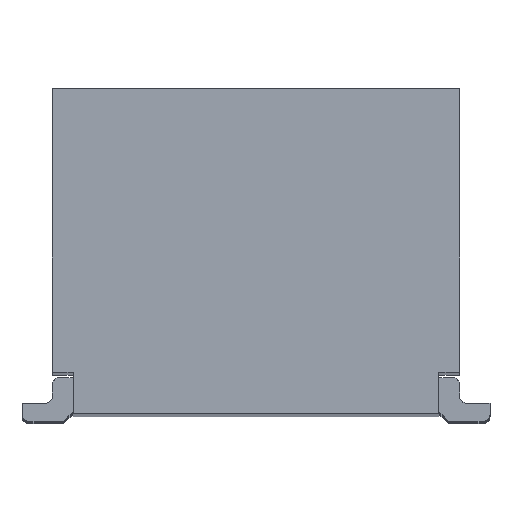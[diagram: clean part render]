
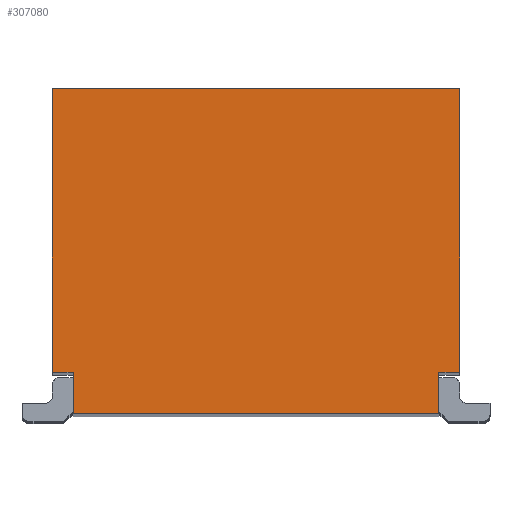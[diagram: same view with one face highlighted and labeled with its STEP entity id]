
A CAD part, top view. The second image highlights one B-rep face of the part: STEP entity #307080.
In plain terms, the highlighted planar face has unit normal (0, 0, 1).
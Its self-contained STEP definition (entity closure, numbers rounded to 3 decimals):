
#305250=CARTESIAN_POINT('',(1.47,0.15,7.415));
#305260=VERTEX_POINT('',#305250);
#305290=CARTESIAN_POINT('',(0.,0.15,7.415));
#305300=DIRECTION('',(-1.,0.,0.));
#305310=VECTOR('',#305300,1.);
#305320=LINE('',#305290,#305310);
#305330=CARTESIAN_POINT('',(1.32,0.15,7.415));
#305340=VERTEX_POINT('',#305330);
#305350=EDGE_CURVE('',#305260,#305340,#305320,.T.);
#305630=CARTESIAN_POINT('',(-1.47,-1.9,7.415));
#305640=VERTEX_POINT('',#305630);
#305670=CARTESIAN_POINT('',(0.,-1.9,7.415));
#305680=DIRECTION('',(-1.,0.,0.));
#305690=VECTOR('',#305680,1.);
#305700=LINE('',#305670,#305690);
#305710=CARTESIAN_POINT('',(1.47,-1.9,7.415));
#305720=VERTEX_POINT('',#305710);
#305730=EDGE_CURVE('',#305720,#305640,#305700,.T.);
#306250=CARTESIAN_POINT('',(-1.47,0.15,7.415));
#306260=VERTEX_POINT('',#306250);
#306290=CARTESIAN_POINT('',(-1.47,0.1,7.415));
#306300=DIRECTION('',(0.,1.,0.));
#306310=VECTOR('',#306300,1.);
#306320=LINE('',#306290,#306310);
#306330=EDGE_CURVE('',#305640,#306260,#306320,.T.);
#306580=CARTESIAN_POINT('',(1.47,0.1,7.415));
#306590=DIRECTION('',(0.,1.,0.));
#306600=VECTOR('',#306590,1.);
#306610=LINE('',#306580,#306600);
#306620=EDGE_CURVE('',#305720,#305260,#306610,.T.);
#306670=CARTESIAN_POINT('',(0.67,-0.438,7.415))
;
#306680=DIRECTION('',(0.,0.,-1.));
#306690=DIRECTION('',(1.,0.,0.));
#306700=AXIS2_PLACEMENT_3D('',#306670,#306680,#306690);
#306710=PLANE('',#306700);
#306720=CARTESIAN_POINT('',(0.,0.15,7.415));
#306730=DIRECTION('',(-1.,0.,0.));
#306740=VECTOR('',#306730,1.);
#306750=LINE('',#306720,#306740);
#306760=CARTESIAN_POINT('',(-1.32,0.15,7.415));
#306770=VERTEX_POINT('',#306760);
#306780=EDGE_CURVE('',#306770,#306260,#306750,.T.);
#306790=ORIENTED_EDGE('',*,*,#306780,.T.);
#306800=CARTESIAN_POINT('',(-1.32,0.,7.415));
#306810=DIRECTION('',(0.,1.,0.));
#306820=VECTOR('',#306810,1.);
#306830=LINE('',#306800,#306820);
#306840=CARTESIAN_POINT('',(-1.32,0.45,7.415));
#306850=VERTEX_POINT('',#306840);
#306860=EDGE_CURVE('',#306770,#306850,#306830,.T.);
#306870=ORIENTED_EDGE('',*,*,#306860,.F.);
#306880=CARTESIAN_POINT('',(0.,0.45,
7.415));
#306890=DIRECTION('',(1.,0.,0.));
#306900=VECTOR('',#306890,1.);
#306910=LINE('',#306880,#306900);
#306920=CARTESIAN_POINT('',(1.32,0.45,7.415));
#306930=VERTEX_POINT('',#306920);
#306940=EDGE_CURVE('',#306850,#306930,#306910,.T.);
#306950=ORIENTED_EDGE('',*,*,#306940,.F.);
#306960=CARTESIAN_POINT('',(1.32,0.,7.415));
#306970=DIRECTION('',(0.,-1.,0.));
#306980=VECTOR('',#306970,1.);
#306990=LINE('',#306960,#306980);
#307000=EDGE_CURVE('',#306930,#305340,#306990,.T.);
#307010=ORIENTED_EDGE('',*,*,#307000,.F.);
#307020=ORIENTED_EDGE('',*,*,#305350,.T.);
#307030=ORIENTED_EDGE('',*,*,#306620,.T.);
#307040=ORIENTED_EDGE('',*,*,#305730,.F.);
#307050=ORIENTED_EDGE('',*,*,#306330,.F.);
#307060=EDGE_LOOP('',(#307050,#307040,#307030,#307020,#307010,#306950,
#306870,#306790));
#307070=FACE_OUTER_BOUND('',#307060,.T.);
#307080=ADVANCED_FACE('',(#307070),#306710,.F.);
